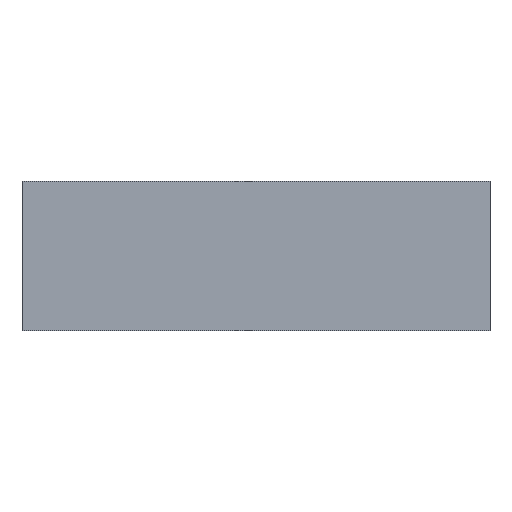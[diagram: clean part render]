
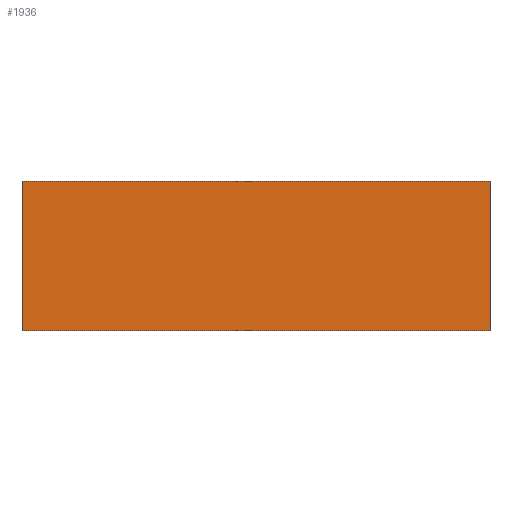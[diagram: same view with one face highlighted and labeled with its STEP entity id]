
A CAD part, top view. The second image highlights one B-rep face of the part: STEP entity #1936.
In plain terms, the highlighted planar face has unit normal (0, 0, 1).
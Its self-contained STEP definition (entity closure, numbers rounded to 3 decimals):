
#42 = LINE ( 'NONE', #2146, #5151 ) ;
#71 = VECTOR ( 'NONE', #4288, 1000. ) ;
#92 = VERTEX_POINT ( 'NONE', #5000 ) ;
#332 = DIRECTION ( 'NONE',  ( -1., 0., 0. ) ) ;
#423 = ORIENTED_EDGE ( 'NONE', *, *, #2298, .T. ) ;
#658 = ORIENTED_EDGE ( 'NONE', *, *, #4573, .T. ) ;
#807 = CARTESIAN_POINT ( 'NONE',  ( 0., -10., 11. ) ) ;
#909 = VERTEX_POINT ( 'NONE', #1472 ) ;
#944 = VERTEX_POINT ( 'NONE', #1899 ) ;
#1015 = LINE ( 'NONE', #2752, #2848 ) ;
#1319 = EDGE_LOOP ( 'NONE', ( #423, #5029, #3987, #658 ) ) ;
#1472 = CARTESIAN_POINT ( 'NONE',  ( 0., 22., 11. ) ) ;
#1688 = LINE ( 'NONE', #4752, #71 ) ;
#1899 = CARTESIAN_POINT ( 'NONE',  ( 100., 22., 11. ) ) ;
#1936 = ADVANCED_FACE ( 'NONE', ( #4537 ), #2017, .F. ) ;
#2017 = PLANE ( 'NONE',  #2402 ) ;
#2113 = LINE ( 'NONE', #3361, #3016 ) ;
#2146 = CARTESIAN_POINT ( 'NONE',  ( 100., 22., 11. ) ) ;
#2298 = EDGE_CURVE ( 'NONE', #909, #4260, #2113, .T. ) ;
#2402 = AXIS2_PLACEMENT_3D ( 'NONE', #4223, #3750, #332 ) ;
#2515 = DIRECTION ( 'NONE',  ( 0., -1., 0. ) ) ;
#2752 = CARTESIAN_POINT ( 'NONE',  ( 100., -10., 11. ) ) ;
#2848 = VECTOR ( 'NONE', #4474, 1000. ) ;
#3016 = VECTOR ( 'NONE', #2515, 1000. ) ;
#3361 = CARTESIAN_POINT ( 'NONE',  ( 0., -10., 11. ) ) ;
#3750 = DIRECTION ( 'NONE',  ( 0., 0., -1. ) ) ;
#3970 = DIRECTION ( 'NONE',  ( -1., 0., 0. ) ) ;
#3987 = ORIENTED_EDGE ( 'NONE', *, *, #5073, .F. ) ;
#4223 = CARTESIAN_POINT ( 'NONE',  ( 100., -10., 11. ) ) ;
#4260 = VERTEX_POINT ( 'NONE', #807 ) ;
#4288 = DIRECTION ( 'NONE',  ( -1., 0., 0. ) ) ;
#4371 = EDGE_CURVE ( 'NONE', #92, #4260, #1688, .T. ) ;
#4474 = DIRECTION ( 'NONE',  ( 0., -1., 0. ) ) ;
#4537 = FACE_OUTER_BOUND ( 'NONE', #1319, .T. ) ;
#4573 = EDGE_CURVE ( 'NONE', #944, #909, #42, .T. ) ;
#4752 = CARTESIAN_POINT ( 'NONE',  ( 100., -10., 11. ) ) ;
#5000 = CARTESIAN_POINT ( 'NONE',  ( 100., -10., 11. ) ) ;
#5029 = ORIENTED_EDGE ( 'NONE', *, *, #4371, .F. ) ;
#5073 = EDGE_CURVE ( 'NONE', #944, #92, #1015, .T. ) ;
#5151 = VECTOR ( 'NONE', #3970, 1000. ) ;
